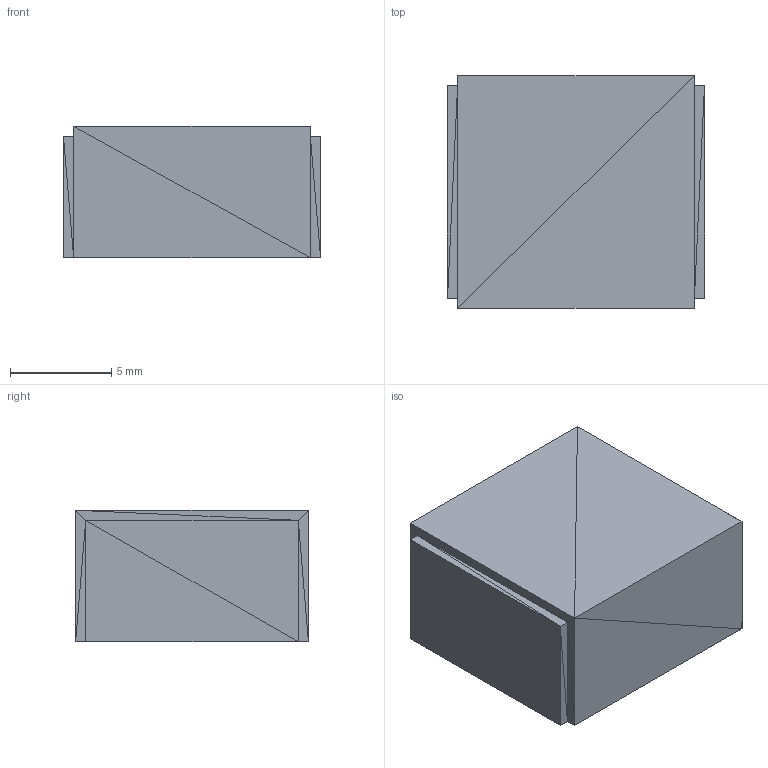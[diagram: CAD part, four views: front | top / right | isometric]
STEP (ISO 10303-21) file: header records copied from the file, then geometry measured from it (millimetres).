
FILE_DESCRIPTION(('FreeCAD Model'),'2;1');
FILE_NAME('SMP253MA4470MTR24001.step', '2017-01-13T16:44:10',('kicad StepUp'),('ksu MCAD'), 'Open CASCADE STEP processor 6.8','FreeCAD','Unknown');
FILE_SCHEMA(('AUTOMOTIVE_DESIGN_CC2 { 1 2 10303 214 -1 1 5 4 }'));
Length unit declared in the file: millimetre
Products named in the file (1): SMP253MA4470MTR24001
Bounding box: 12.7 x 11.5 x 6.5 mm (x, y, z)
Surface area: 603.7 mm2 (no closed solid volume)
Topology: 0 solids, 44 shells, 44 faces, 132 edges, 132 vertices
Faces by surface type: plane 44
Entity records: 1437 total; most frequent: CARTESIAN_POINT 309, DIRECTION 222, ORIENTED_EDGE 132, EDGE_CURVE 132, VERTEX_POINT 132, LINE 132, VECTOR 132, AXIS2_PLACEMENT_3D 45
